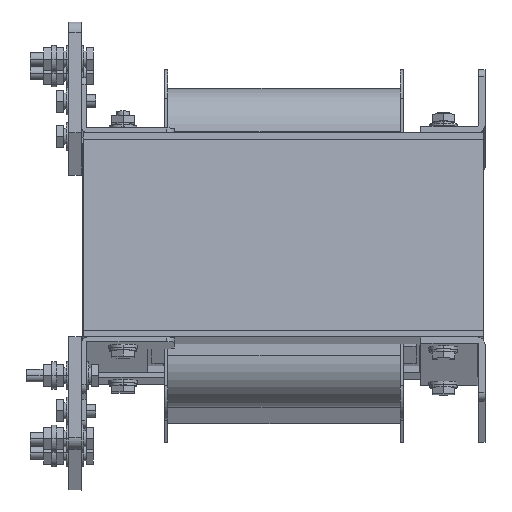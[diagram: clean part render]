
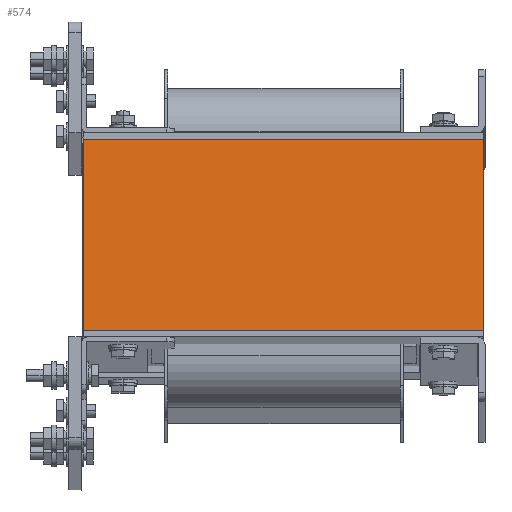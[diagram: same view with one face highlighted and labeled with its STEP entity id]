
A CAD part, left-side view. The second image highlights one B-rep face of the part: STEP entity #574.
In plain terms, the highlighted face is planar.
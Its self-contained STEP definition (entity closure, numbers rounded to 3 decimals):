
#41=DIRECTION('',(0.,-1.,0.));
#42=VECTOR('',#41,250.);
#43=CARTESIAN_POINT('',(-150.,125.,-60.));
#44=LINE('',#43,#42);
#137=DIRECTION('',(0.,-1.,0.));
#138=VECTOR('',#137,250.);
#139=CARTESIAN_POINT('',(-150.,125.,60.));
#140=LINE('',#139,#138);
#209=DIRECTION('',(0.,0.,1.));
#210=VECTOR('',#209,120.);
#211=CARTESIAN_POINT('',(-150.,125.,-60.));
#212=LINE('',#211,#210);
#221=DIRECTION('',(0.,0.,1.));
#222=VECTOR('',#221,120.);
#223=CARTESIAN_POINT('',(-150.,-125.,-60.));
#224=LINE('',#223,#222);
#273=CARTESIAN_POINT('',(-150.,125.,-60.));
#274=CARTESIAN_POINT('',(-150.,-125.,-60.));
#275=VERTEX_POINT('',#273);
#276=VERTEX_POINT('',#274);
#313=CARTESIAN_POINT('',(-150.,125.,60.));
#314=CARTESIAN_POINT('',(-150.,-125.,60.));
#315=VERTEX_POINT('',#313);
#316=VERTEX_POINT('',#314);
#561=CARTESIAN_POINT('',(-150.,125.,-60.));
#562=DIRECTION('',(-1.,0.,0.));
#563=DIRECTION('',(0.,-1.,0.));
#564=AXIS2_PLACEMENT_3D('',#561,#562,#563);
#565=PLANE('',#564);
#566=ORIENTED_EDGE('',*,*,#342,.F.);
#568=ORIENTED_EDGE('',*,*,#567,.T.);
#569=ORIENTED_EDGE('',*,*,#430,.T.);
#571=ORIENTED_EDGE('',*,*,#570,.F.);
#572=EDGE_LOOP('',(#566,#568,#569,#571));
#573=FACE_OUTER_BOUND('',#572,.F.);
#342=EDGE_CURVE('',#275,#276,#44,.T.);
#430=EDGE_CURVE('',#315,#316,#140,.T.);
#567=EDGE_CURVE('',#275,#315,#212,.T.);
#570=EDGE_CURVE('',#276,#316,#224,.T.);
#574=ADVANCED_FACE('',(#573),#565,.T.);
